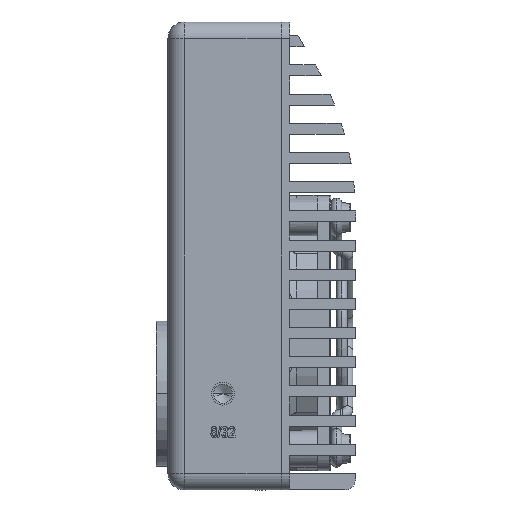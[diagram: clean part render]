
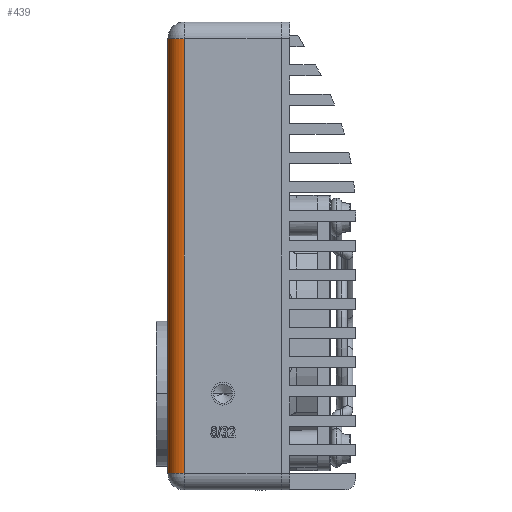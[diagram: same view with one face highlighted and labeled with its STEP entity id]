
A CAD part, left-side view. The second image highlights one B-rep face of the part: STEP entity #439.
In plain terms, the highlighted cylindrical face has radius 3 mm (diameter 6 mm), a partial arc.
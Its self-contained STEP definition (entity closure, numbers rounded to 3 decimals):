
#439 = ADVANCED_FACE ( 'NONE', ( #46868 ), #46870, .T. ) ;
#14706 = EDGE_CURVE ( 'NONE', #103109, #103048, #58627, .T. ) ;
#14810 = EDGE_CURVE ( 'NONE', #102952, #103075, #58678, .T. ) ;
#14883 = EDGE_CURVE ( 'NONE', #102952, #103048, #56154, .T. ) ;
#14884 = EDGE_CURVE ( 'NONE', #103075, #103109, #56156, .T. ) ;
#19756 = ORIENTED_EDGE ( 'NONE', *, *, #14883, .T. ) ;
#19757 = ORIENTED_EDGE ( 'NONE', *, *, #14706, .F. ) ;
#19758 = ORIENTED_EDGE ( 'NONE', *, *, #14884, .F. ) ;
#19759 = ORIENTED_EDGE ( 'NONE', *, *, #14810, .F. ) ;
#32056 = EDGE_LOOP ( 'NONE', ( #19756, #19757, #19758, #19759 ) ) ;
#46868 = FACE_OUTER_BOUND ( 'NONE', #32056, .T. ) ;
#46870 = CYLINDRICAL_SURFACE ( 'NONE', #133101, 3. ) ;
#55953 = VECTOR ( 'NONE', #58449, 1000. ) ;
#56047 = VECTOR ( 'NONE', #60825, 1000. ) ;
#56154 = CIRCLE ( 'NONE', #56155, 3. ) ;
#56155 = AXIS2_PLACEMENT_3D ( 'NONE', #61019, #61020, #61021 ) ;
#56156 = CIRCLE ( 'NONE', #56157, 3. ) ;
#56157 = AXIS2_PLACEMENT_3D ( 'NONE', #61022, #61023, #61024 ) ;
#58448 = CARTESIAN_POINT ( 'NONE',  ( -33.75, 19.1, -39.5 ) ) ;
#58449 = DIRECTION ( 'NONE',  ( 0., 0., -1. ) ) ;
#58627 = LINE ( 'NONE', #58448, #55953 ) ;
#58678 = LINE ( 'NONE', #60824, #56047 ) ;
#60824 = CARTESIAN_POINT ( 'NONE',  ( -30.75, 22.1, 39.5 ) ) ;
#60825 = DIRECTION ( 'NONE',  ( 0., 0., 1. ) ) ;
#61019 = CARTESIAN_POINT ( 'NONE',  ( -30.75, 19.1, -39.5 ) ) ;
#61020 = DIRECTION ( 'NONE',  ( 0., 0., 1. ) ) ;
#61021 = DIRECTION ( 'NONE',  ( 0., 1., 0. ) ) ;
#61022 = CARTESIAN_POINT ( 'NONE',  ( -30.75, 19.1, 39.5 ) ) ;
#61023 = DIRECTION ( 'NONE',  ( 0., 0., 1. ) ) ;
#61024 = DIRECTION ( 'NONE',  ( 0., 1., 0. ) ) ;
#67161 = CARTESIAN_POINT ( 'NONE',  ( -30.75, 19.1, -42.5 ) ) ;
#67162 = DIRECTION ( 'NONE',  ( 0., 0., -1. ) ) ;
#67163 = DIRECTION ( 'NONE',  ( -1., 0., 0. ) ) ;
#102952 = VERTEX_POINT ( 'NONE', #109180 ) ;
#103048 = VERTEX_POINT ( 'NONE', #109246 ) ;
#103075 = VERTEX_POINT ( 'NONE', #109265 ) ;
#103109 = VERTEX_POINT ( 'NONE', #109582 ) ;
#109180 = CARTESIAN_POINT ( 'NONE',  ( -30.75, 22.1, -39.5 ) ) ;
#109246 = CARTESIAN_POINT ( 'NONE',  ( -33.75, 19.1, -39.5 ) ) ;
#109265 = CARTESIAN_POINT ( 'NONE',  ( -30.75, 22.1, 39.5 ) ) ;
#109582 = CARTESIAN_POINT ( 'NONE',  ( -33.75, 19.1, 39.5 ) ) ;
#133101 = AXIS2_PLACEMENT_3D ( 'NONE', #67161, #67162, #67163 ) ;
